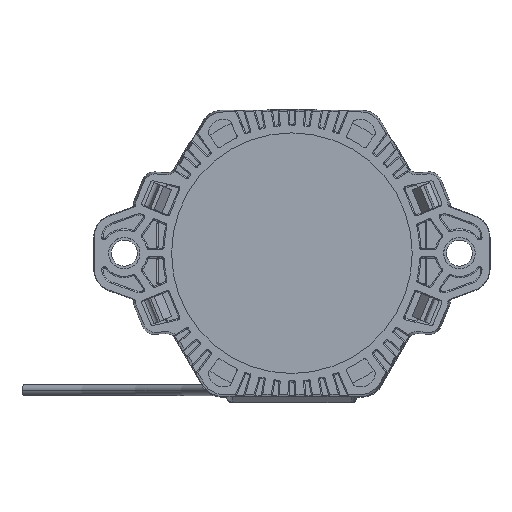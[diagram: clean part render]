
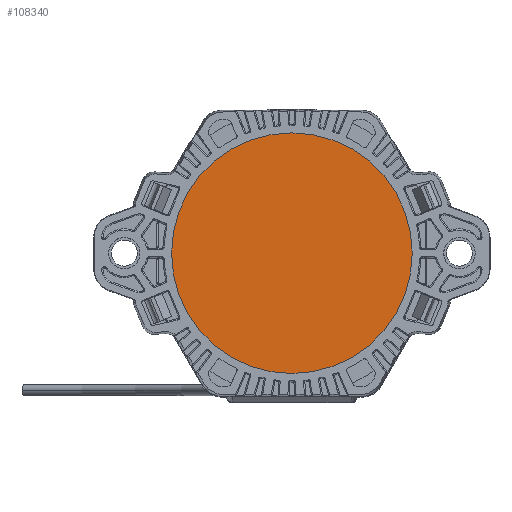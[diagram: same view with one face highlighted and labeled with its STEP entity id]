
A CAD part, front view. The second image highlights one B-rep face of the part: STEP entity #108340.
In plain terms, the highlighted planar face has unit normal (0, -1, 0).
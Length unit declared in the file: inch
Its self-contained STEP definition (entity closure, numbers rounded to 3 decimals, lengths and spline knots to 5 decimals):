
#107 = CARTESIAN_POINT ( 'NONE',  ( 0.965, -0.8067, 0. ) ) ;
#11157 = DIRECTION ( 'NONE',  ( 0., 0., -1. ) ) ;
#21742 = PLANE ( 'NONE',  #37181 ) ;
#23560 = CARTESIAN_POINT ( 'NONE',  ( 0., -0.8067, -0.965 ) ) ;
#27415 = CARTESIAN_POINT ( 'NONE',  ( 0., -0.8067, 0. ) ) ;
#35289 = ORIENTED_EDGE ( 'NONE', *, *, #103437, .T. ) ;
#37181 = AXIS2_PLACEMENT_3D ( 'NONE', #107, #77036, #11157 ) ;
#38459 = DIRECTION ( 'NONE',  ( 0., 0., -1. ) ) ;
#40545 = CARTESIAN_POINT ( 'NONE',  ( 0., -0.8067, 0.965 ) ) ;
#43943 = DIRECTION ( 'NONE',  ( 0., -1., 0. ) ) ;
#44134 = CIRCLE ( 'NONE', #59333, 0.965 ) ;
#45917 = EDGE_LOOP ( 'NONE', ( #35289, #135813 ) ) ;
#56382 = FACE_OUTER_BOUND ( 'NONE', #45917, .T. ) ;
#59333 = AXIS2_PLACEMENT_3D ( 'NONE', #27415, #104299, #38459 ) ;
#69859 = VERTEX_POINT ( 'NONE', #40545 ) ;
#77036 = DIRECTION ( 'NONE',  ( 0., -1., 0. ) ) ;
#85048 = AXIS2_PLACEMENT_3D ( 'NONE', #109764, #43943, #120843 ) ;
#88637 = VERTEX_POINT ( 'NONE', #23560 ) ;
#96658 = CIRCLE ( 'NONE', #85048, 0.965 ) ;
#103437 = EDGE_CURVE ( 'NONE', #88637, #69859, #44134, .T. ) ;
#104299 = DIRECTION ( 'NONE',  ( 0., -1., 0. ) ) ;
#108340 = ADVANCED_FACE ( 'NONE', ( #56382 ), #21742, .T. ) ;
#109764 = CARTESIAN_POINT ( 'NONE',  ( 0., -0.8067, 0. ) ) ;
#120843 = DIRECTION ( 'NONE',  ( 0., 0., -1. ) ) ;
#135813 = ORIENTED_EDGE ( 'NONE', *, *, #138234, .T. ) ;
#138234 = EDGE_CURVE ( 'NONE', #69859, #88637, #96658, .T. ) ;
